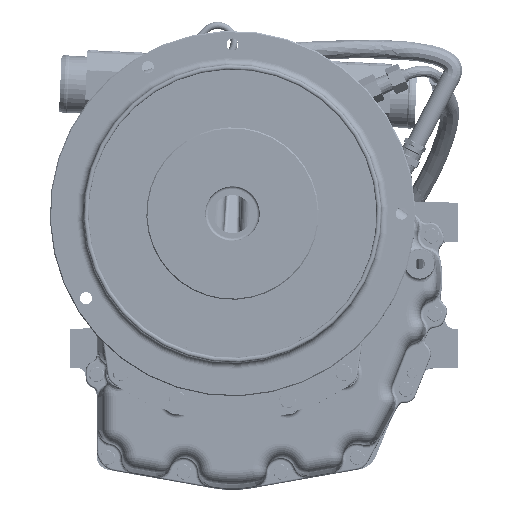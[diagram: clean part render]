
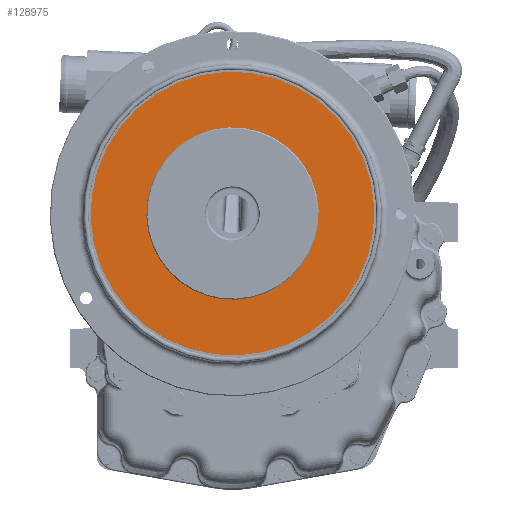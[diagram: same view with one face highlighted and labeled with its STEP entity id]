
A CAD part, top view. The second image highlights one B-rep face of the part: STEP entity #128975.
In plain terms, the highlighted planar face has unit normal (0, 0, 1).
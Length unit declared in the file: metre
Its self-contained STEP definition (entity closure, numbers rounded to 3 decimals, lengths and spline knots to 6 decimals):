
#134 = DIRECTION ( 'NONE',  ( 0., 0., -1. ) ) ;
#4291 = CARTESIAN_POINT ( 'NONE',  ( 0.079139, 0.103136, 0.076162 ) ) ;
#5603 = AXIS2_PLACEMENT_3D ( 'NONE', #180322, #134, #31303 ) ;
#6230 = DIRECTION ( 'NONE',  ( 0., 0., 1. ) ) ;
#16106 = ORIENTED_EDGE ( 'NONE', *, *, #28165, .F. ) ;
#21497 = DIRECTION ( 'NONE',  ( -0.609, -0.793, 0. ) ) ;
#28165 = EDGE_CURVE ( 'NONE', #58913, #78975, #92275, .T. ) ;
#31303 = DIRECTION ( 'NONE',  ( 0.609, 0.793, 0. ) ) ;
#33453 = CARTESIAN_POINT ( 'NONE',  ( -0.079139, -0.103136, 0.076162 ) ) ;
#33463 = AXIS2_PLACEMENT_3D ( 'NONE', #176214, #179424, #77579 ) ;
#34828 = EDGE_CURVE ( 'NONE', #78975, #58913, #84649, .T. ) ;
#58913 = VERTEX_POINT ( 'NONE', #160483 ) ;
#71018 = AXIS2_PLACEMENT_3D ( 'NONE', #121464, #106393, #107441 ) ;
#77579 = DIRECTION ( 'NONE',  ( -0.609, -0.793, 0. ) ) ;
#78631 = AXIS2_PLACEMENT_3D ( 'NONE', #172418, #6230, #122152 ) ;
#78975 = VERTEX_POINT ( 'NONE', #183246 ) ;
#81689 = FACE_BOUND ( 'NONE', #172760, .T. ) ;
#84649 = CIRCLE ( 'NONE', #71018, 0.053 ) ;
#85254 = AXIS2_PLACEMENT_3D ( 'NONE', #183408, #100893, #21497 ) ;
#92275 = CIRCLE ( 'NONE', #78631, 0.053 ) ;
#100893 = DIRECTION ( 'NONE',  ( 0., 0., 1. ) ) ;
#106393 = DIRECTION ( 'NONE',  ( 0., 0., 1. ) ) ;
#107441 = DIRECTION ( 'NONE',  ( -0.609, -0.793, 0. ) ) ;
#114966 = FACE_OUTER_BOUND ( 'NONE', #173319, .T. ) ;
#120531 = ORIENTED_EDGE ( 'NONE', *, *, #183687, .T. ) ;
#121464 = CARTESIAN_POINT ( 'NONE',  ( 0., 0., 0.076162 ) ) ;
#122152 = DIRECTION ( 'NONE',  ( -0.609, -0.793, 0. ) ) ;
#128975 = ADVANCED_FACE ( 'NONE', ( #81689, #114966 ), #162121, .F. ) ;
#145990 = VERTEX_POINT ( 'NONE', #33453 ) ;
#150267 = CIRCLE ( 'NONE', #85254, 0.13 ) ;
#151667 = VERTEX_POINT ( 'NONE', #4291 ) ;
#160483 = CARTESIAN_POINT ( 'NONE',  ( 0.032264, 0.042048, 0.076162 ) ) ;
#162121 = PLANE ( 'NONE',  #5603 ) ;
#172418 = CARTESIAN_POINT ( 'NONE',  ( 0., 0., 0.076162 ) ) ;
#172760 = EDGE_LOOP ( 'NONE', ( #205948, #16106 ) ) ;
#173319 = EDGE_LOOP ( 'NONE', ( #176447, #120531 ) ) ;
#176214 = CARTESIAN_POINT ( 'NONE',  ( 0., 0., 0.076162 ) ) ;
#176447 = ORIENTED_EDGE ( 'NONE', *, *, #210185, .T. ) ;
#179424 = DIRECTION ( 'NONE',  ( 0., 0., 1. ) ) ;
#180322 = CARTESIAN_POINT ( 'NONE',  ( 0.042048, -0.032264, 0.076162 ) ) ;
#183246 = CARTESIAN_POINT ( 'NONE',  ( -0.032264, -0.042048, 0.076162 ) ) ;
#183408 = CARTESIAN_POINT ( 'NONE',  ( 0., 0., 0.076162 ) ) ;
#183687 = EDGE_CURVE ( 'NONE', #151667, #145990, #150267, .T. ) ;
#197871 = CIRCLE ( 'NONE', #33463, 0.13 ) ;
#205948 = ORIENTED_EDGE ( 'NONE', *, *, #34828, .F. ) ;
#210185 = EDGE_CURVE ( 'NONE', #145990, #151667, #197871, .T. ) ;
